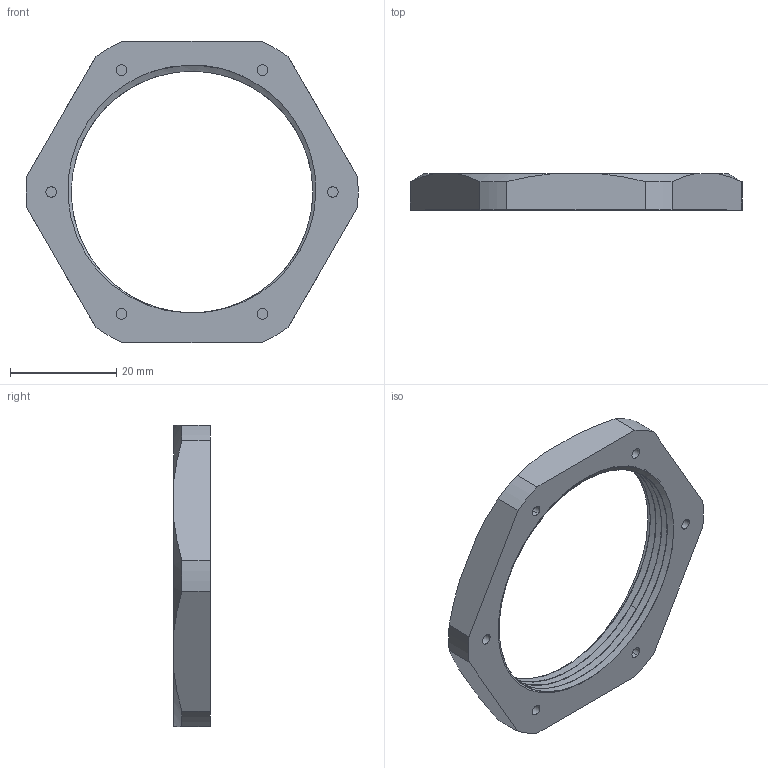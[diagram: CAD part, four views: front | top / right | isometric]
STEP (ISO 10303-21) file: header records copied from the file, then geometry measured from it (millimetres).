
FILE_DESCRIPTION((''),'2;1');
FILE_NAME('DLM-PGXXP','2020-06-09T',('adminstartor'),(''),'CREO PARAMETRIC BY PTC INC, 2014350','CREO PARAMETRIC BY PTC INC, 2014350','');
FILE_SCHEMA(('CONFIG_CONTROL_DESIGN','GEOMETRIC_VALIDATION_PROPERTIES_MIM'));
Length unit declared in the file: millimetre
Products named in the file (1): DLM-PGXXP
Bounding box: 62.47 x 6.8 x 56.8 mm (x, y, z)
Volume: 7008.9 mm3; surface area: 5314.7 mm2
Topology: 1 solids, 1 shells, 52 faces, 130 edges, 86 vertices
Faces by surface type: cylinder 26, plane 14, cone 6, bspline 6
Entity records: 3449 total; most frequent: CARTESIAN_POINT 2166, ORIENTED_EDGE 260, DIRECTION 225, EDGE_CURVE 130, AXIS2_PLACEMENT_3D 90, VERTEX_POINT 86, EDGE_LOOP 60, FACE_OUTER_BOUND 52
